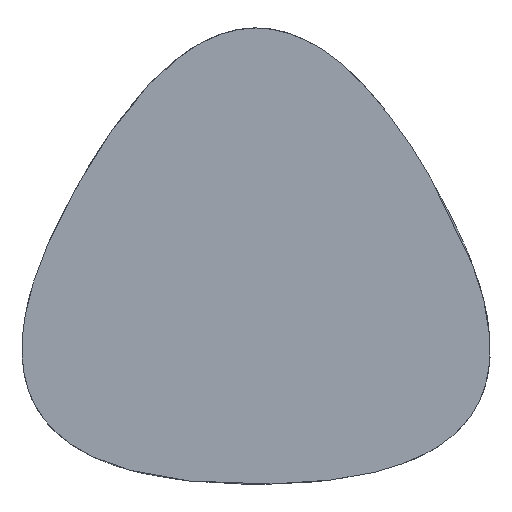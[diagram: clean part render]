
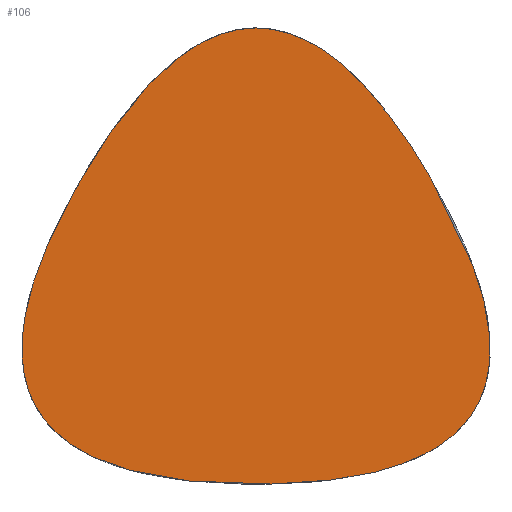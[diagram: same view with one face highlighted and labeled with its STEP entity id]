
A CAD part, top view. The second image highlights one B-rep face of the part: STEP entity #106.
In plain terms, the highlighted planar face has unit normal (0, 0, 1).
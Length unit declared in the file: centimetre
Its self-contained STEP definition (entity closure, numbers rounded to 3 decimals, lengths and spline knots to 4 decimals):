
#20=B_SPLINE_CURVE_WITH_KNOTS('',3,(#825,#826,#827,#828,#829,#830,#831,
#832,#833,#834),.UNSPECIFIED.,.T.,.F.,(4,3,3,4),(-3.,-2.,-1.,0.),
 .UNSPECIFIED.);
#106=ADVANCED_FACE('',(#130),#387,.T.);
#130=FACE_OUTER_BOUND('',#156,.T.);
#156=EDGE_LOOP('',(#252));
#252=ORIENTED_EDGE('',*,*,#300,.F.);
#300=EDGE_CURVE('',#379,#379,#20,.T.);
#379=VERTEX_POINT('',#823);
#387=PLANE('',#460);
#460=AXIS2_PLACEMENT_3D('',#821,#487,$);
#487=DIRECTION('',(0.,0.,1.));
#821=CARTESIAN_POINT('',(23.3909,-8.7714,56.));
#823=CARTESIAN_POINT('',(14.0601,20.0162,56.));
#825=CARTESIAN_POINT('',(14.0601,20.0162,56.));
#826=CARTESIAN_POINT('',(23.3909,3.8549,56.));
#827=CARTESIAN_POINT('',(18.7256,-4.226,56.));
#828=CARTESIAN_POINT('',(0.064,-4.226,56.));
#829=CARTESIAN_POINT('',(-18.5976,-4.226,56.));
#830=CARTESIAN_POINT('',(-23.2629,3.8549,56.));
#831=CARTESIAN_POINT('',(-13.9321,20.0162,56.));
#832=CARTESIAN_POINT('',(-4.6016,36.1774,56.));
#833=CARTESIAN_POINT('',(4.7293,36.1774,56.));
#834=CARTESIAN_POINT('',(14.0601,20.0162,56.));
